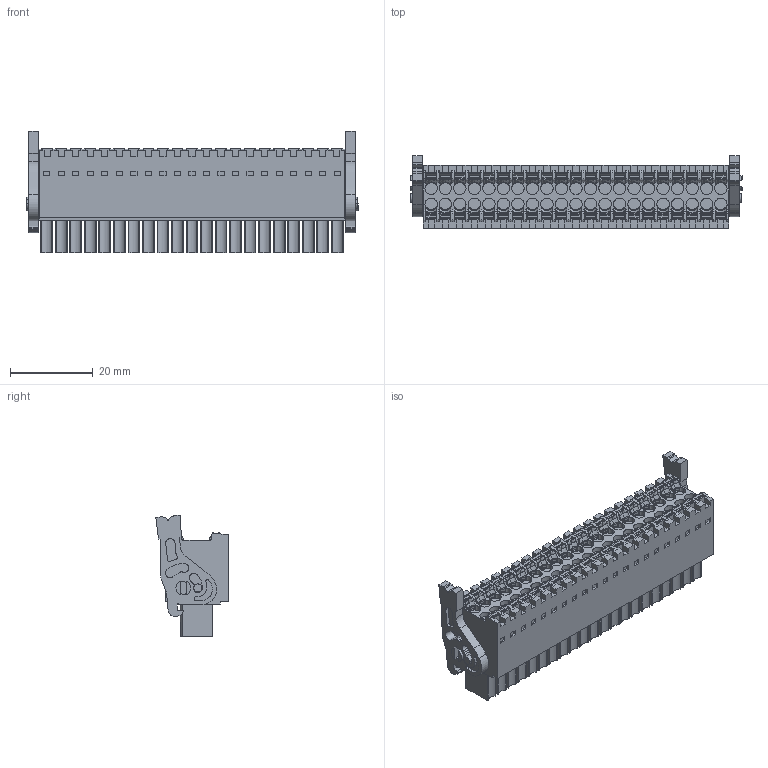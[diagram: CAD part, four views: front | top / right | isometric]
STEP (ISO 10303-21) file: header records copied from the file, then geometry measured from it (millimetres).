
FILE_DESCRIPTION(('CATIA V5 STEP','CAx-IF Rec.Pracs.--- Model Styling and Organization---1.4--- 2014-01-23'),'2;1');
FILE_NAME ('324760-3_1', '2023-08-22T06:49:49+00:00', ('none'), ('Weidmueller'), 'CATIA Version 5-6 Release 2016 SP3 HF44', 'CATIA V5 STEP AP214', 'none');
FILE_SCHEMA(('AUTOMOTIVE_DESIGN { 1 0 10303 214 1 1 1 1 }'));
Products named in the file (1): 2558640000
Bounding box: 80 x 17.45 x 29.28 mm (x, y, z)
Volume: 21156.2 mm3; surface area: 13933.6 mm2
Topology: 45 solids, 45 shells, 2967 faces, 8629 edges, 5869 vertices
Faces by surface type: plane 1887, cylinder 404, extrusion 257, torus 251, cone 84, bspline 84
Entity records: 101795 total; most frequent: CARTESIAN_POINT 31722, ORIENTED_EDGE 17258, DIRECTION 9857, EDGE_CURVE 8629, VECTOR 6298, LINE 6041, VERTEX_POINT 5869, EDGE_LOOP 3096
